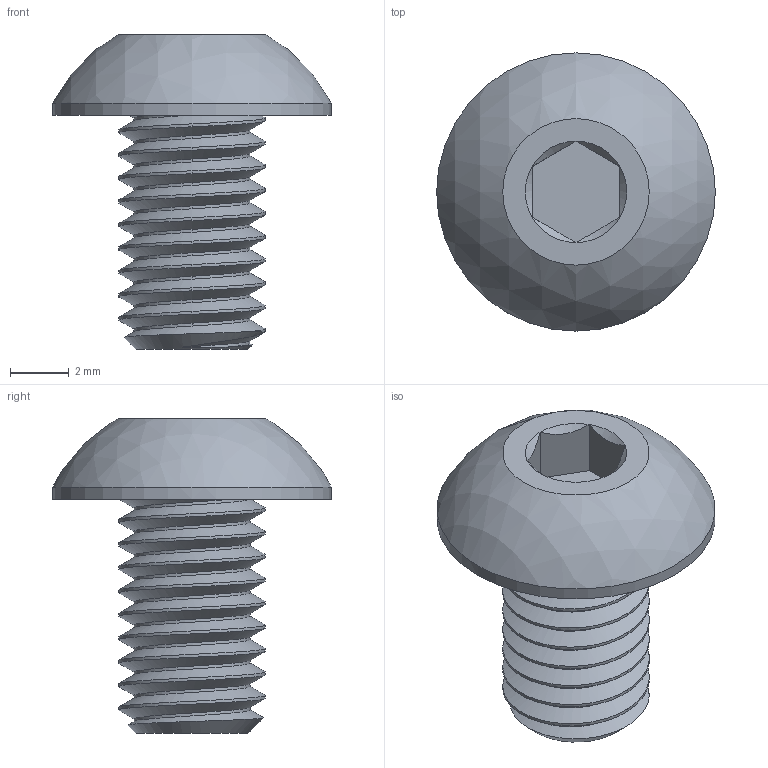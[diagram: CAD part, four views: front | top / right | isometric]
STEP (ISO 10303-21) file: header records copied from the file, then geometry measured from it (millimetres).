
FILE_DESCRIPTION(/* description */ ('STEP AP203'),/* implementation_level */ '2;1');
FILE_NAME(/* name */ 'M5 8mm.step',/* time_stamp */ '2025-11-18T11:13:19-05:00',/* author */ (''),/* organization */ (''),/* preprocessor_version */ 'ST-DEVELOPER v20.1',/* originating_system */ 'Autodesk Translation Framework v14.21.0.0',/* authorisation */ '');
FILE_SCHEMA (('AUTOMOTIVE_DESIGN { 1 0 10303 214 3 1 1 }'));
Length unit declared in the file: millimetre
Products named in the file (1): 97715A622_Brass Button Head Hex Drive Screws
Bounding box: 9.5 x 9.5 x 10.75 mm (x, y, z)
Volume: 252.5 mm3; surface area: 390 mm2
Topology: 1 solids, 1 shells, 42 faces, 100 edges, 63 vertices
Faces by surface type: cylinder 22, plane 10, cone 7, bspline 2, sphere 1
Full cylindrical faces by diameter (mm): 3.961 x10, 5 x8, 9.5 x1
Entity records: 2866 total; most frequent: CARTESIAN_POINT 1987, ORIENTED_EDGE 200, DIRECTION 145, EDGE_CURVE 100, VERTEX_POINT 63, AXIS2_PLACEMENT_3D 56, EDGE_LOOP 45, FACE_OUTER_BOUND 42
